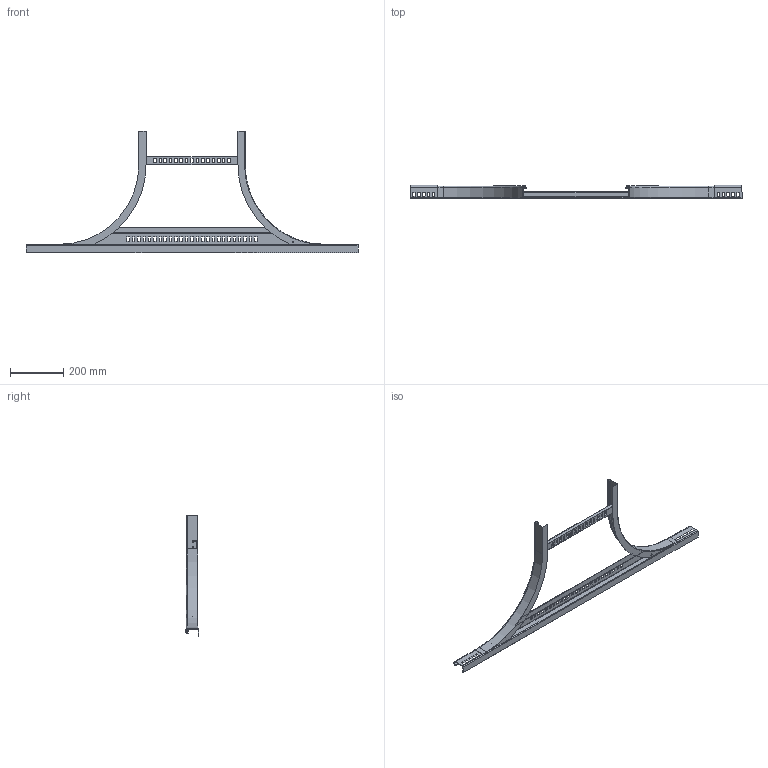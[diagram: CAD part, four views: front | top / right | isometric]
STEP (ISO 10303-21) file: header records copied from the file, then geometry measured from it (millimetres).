
FILE_DESCRIPTION (( 'STEP AP214' ), '1' );
FILE_NAME ('6225814.stp', '2017-03-24T12:44:10', ( '' ), ( '' ), 'SwSTEP 2.0', 'SolidWorks 2016', '' );
FILE_SCHEMA (( 'AUTOMOTIVE_DESIGN' ));
Length unit declared in the file: millimetre
Products named in the file (5): 087887_Innenholm 45xR300 li; 087888_St》zprofil f〉 R300 NB400; 079986_L=0392; 087887_Innenholm 45xR300 re; 6225814
Assembly tree (4 placements, depth 2):
  6225814
    087887_Innenholm 45xR300 re
    079986_L=0392
    087888_St》zprofil f〉 R300 NB400
    087887_Innenholm 45xR300 li
Bounding box: 1250 x 50 x 456.2 mm (x, y, z)
Volume: 417031.5 mm3; surface area: 519295.7 mm2
Topology: 4 solids, 4 shells, 393 faces, 1096 edges, 711 vertices
Faces by surface type: plane 298, cylinder 83, torus 6, bspline 6
Entity records: 13460 total; most frequent: CARTESIAN_POINT 2893, ORIENTED_EDGE 2192, DIRECTION 2026, EDGE_CURVE 1096, VECTOR 926, LINE 926, VERTEX_POINT 711, AXIS2_PLACEMENT_3D 550
